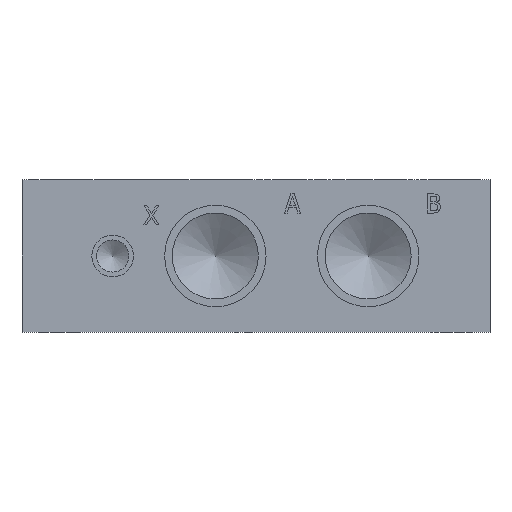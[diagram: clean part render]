
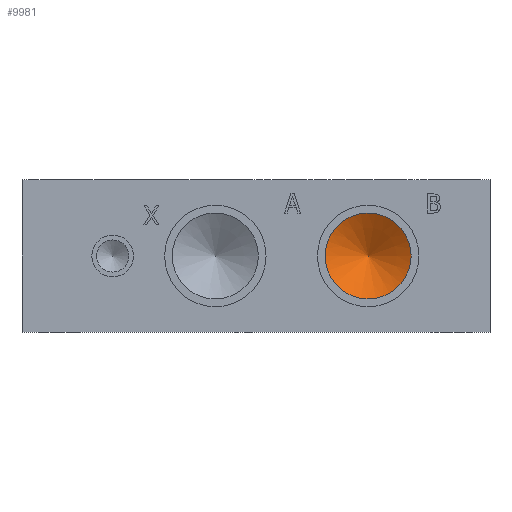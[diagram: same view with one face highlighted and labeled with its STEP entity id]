
A CAD part, left-side view. The second image highlights one B-rep face of the part: STEP entity #9981.
In plain terms, the highlighted conical face has half-angle 60 degrees and reference radius 7.144 mm.
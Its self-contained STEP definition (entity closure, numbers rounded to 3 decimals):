
#54=CONICAL_SURFACE('',#10387,7.144,1.047);
#102=CIRCLE('',#10388,14.288);
#103=CIRCLE('',#10389,14.288);
#1032=FACE_OUTER_BOUND('',#1594,.T.);
#1594=EDGE_LOOP('',(#8649,#8650,#8651,#8652));
#2584=LINE('',#16957,#3532);
#3532=VECTOR('',#12115,7.144);
#4712=VERTEX_POINT('',#16953);
#4713=VERTEX_POINT('',#16954);
#4714=VERTEX_POINT('',#16956);
#6060=EDGE_CURVE('',#4712,#4713,#102,.T.);
#6061=EDGE_CURVE('',#4713,#4714,#2584,.T.);
#6062=EDGE_CURVE('',#4713,#4712,#103,.T.);
#8649=ORIENTED_EDGE('',*,*,#6060,.T.);
#8650=ORIENTED_EDGE('',*,*,#6061,.T.);
#8651=ORIENTED_EDGE('',*,*,#6061,.F.);
#8652=ORIENTED_EDGE('',*,*,#6062,.T.);
#9981=ADVANCED_FACE('',(#1032),#54,.F.);
#10387=AXIS2_PLACEMENT_3D('',#16952,#12111,#12112);
#10388=AXIS2_PLACEMENT_3D('',#16955,#12113,#12114);
#10389=AXIS2_PLACEMENT_3D('',#16958,#12116,#12117);
#12111=DIRECTION('center_axis',(-1.,0.,0.));
#12112=DIRECTION('ref_axis',(0.,1.,0.));
#12113=DIRECTION('center_axis',(-1.,0.,0.));
#12114=DIRECTION('ref_axis',(0.,1.,0.));
#12115=DIRECTION('',(0.5,0.866,0.));
#12116=DIRECTION('center_axis',(-1.,0.,0.));
#12117=DIRECTION('ref_axis',(0.,1.,0.));
#16952=CARTESIAN_POINT('Origin',(23.949,40.513,25.4));
#16953=CARTESIAN_POINT('',(19.824,54.801,25.4));
#16954=CARTESIAN_POINT('',(19.824,26.226,25.4));
#16955=CARTESIAN_POINT('Origin',(19.824,40.513,25.4));
#16956=CARTESIAN_POINT('',(28.073,40.513,25.4));
#16957=CARTESIAN_POINT('',(23.949,33.369,25.4));
#16958=CARTESIAN_POINT('Origin',(19.824,40.513,25.4));
